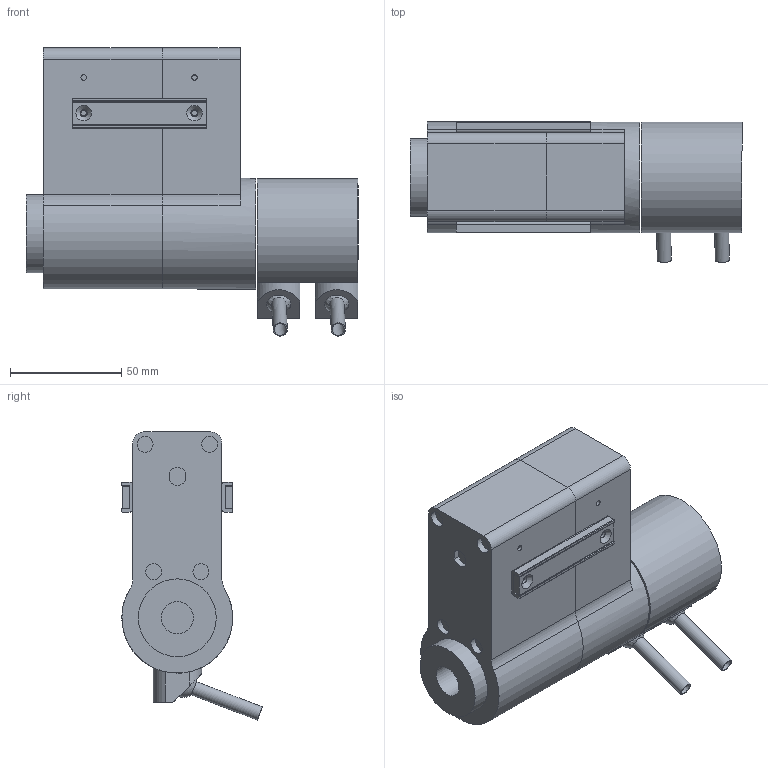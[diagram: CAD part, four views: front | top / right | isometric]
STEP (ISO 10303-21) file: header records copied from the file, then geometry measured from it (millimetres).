
FILE_DESCRIPTION(/* description */ (''),/* implementation_level */ '2;1');
FILE_NAME(/* name */ 'Accublast for dist v5.step',/* time_stamp */ '2020-03-11T18:28:13-07:00',/* author */ (''),/* organization */ (''),/* preprocessor_version */ 'ST-DEVELOPER v18',/* originating_system */ 'Autodesk Translation Framework v8.12.0.6',/* authorisation */ '');
FILE_SCHEMA (('AUTOMOTIVE_DESIGN { 1 0 10303 214 3 1 1 }'));
Length unit declared in the file: millimetre
Products named in the file (9): Accublast for dist; Case body (1); Case body; Machined turret (2); TJ00162 v2; TJ00162 v2_1; Turret; Tube; Bar Magnet
Assembly tree (11 placements, depth 3):
  Accublast for dist
    Case body (1)
    Case body
    Machined turret (2)
    TJ00162 v2
      Turret
      Tube
    TJ00162 v2_1
      Turret
      Tube
    Bar Magnet  x2
Bounding box: 149.33 x 63.26 x 129.58 mm (x, y, z)
Volume: 504146.9 mm3; surface area: 78893.4 mm2
Topology: 11 solids, 14 shells, 540 faces, 1676 edges, 1247 vertices
Faces by surface type: bspline 227, plane 218, cylinder 79, cone 12, sphere 4
Full cylindrical faces by diameter (mm): 2.5 x10, 3.2 x11, 3.3 x2, 5.556 x2, 6 x3, 6.35 x2, 7.2 x4, 9.525 x3, 10 x2, 14.418 x2, 14.42 x1, 35 x1, 35.19 x1, 37.03 x1, 49.836 x1
Entity records: 19176 total; most frequent: CARTESIAN_POINT 7778, ORIENTED_EDGE 2722, DIRECTION 1501, EDGE_CURVE 1361, VERTEX_POINT 975, LINE 663, VECTOR 663, EDGE_LOOP 560
